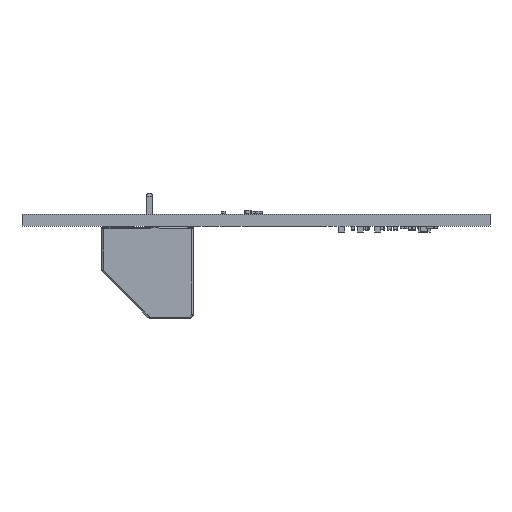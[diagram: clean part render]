
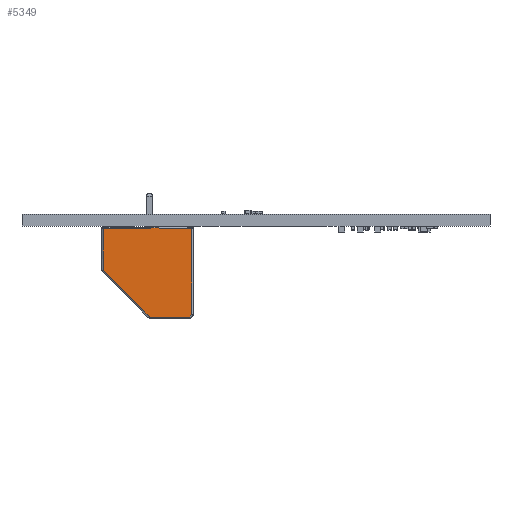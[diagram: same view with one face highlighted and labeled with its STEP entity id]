
A CAD part, front view. The second image highlights one B-rep face of the part: STEP entity #5349.
In plain terms, the highlighted face is planar.
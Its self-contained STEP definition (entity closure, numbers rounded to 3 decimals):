
#2492 = CYLINDRICAL_SURFACE('',#2493,0.2);
#2493 = AXIS2_PLACEMENT_3D('',#2494,#2495,#2496);
#2494 = CARTESIAN_POINT('',(-2.3,-6.3,0.1));
#2495 = DIRECTION('',(0.,0.,1.));
#2496 = DIRECTION('',(-1.,0.,0.));
#3061 = CYLINDRICAL_SURFACE('',#3062,0.2);
#3062 = AXIS2_PLACEMENT_3D('',#3063,#3064,#3065);
#3063 = CARTESIAN_POINT('',(-2.3,0.,0.3));
#3064 = DIRECTION('',(0.,-1.,0.));
#3065 = DIRECTION('',(0.,0.,-1.));
#3330 = VERTEX_POINT('',#3331);
#3331 = CARTESIAN_POINT('',(-2.5,-6.3,6.017));
#3402 = EDGE_CURVE('',#3403,#3330,#3405,.T.);
#3403 = VERTEX_POINT('',#3404);
#3404 = CARTESIAN_POINT('',(-2.5,-6.3,0.3));
#3405 = SURFACE_CURVE('',#3406,(#3410,#3417),.PCURVE_S1.);
#3406 = LINE('',#3407,#3408);
#3407 = CARTESIAN_POINT('',(-2.5,-6.3,0.1));
#3408 = VECTOR('',#3409,1.);
#3409 = DIRECTION('',(0.,0.,1.));
#3410 = PCURVE('',#2492,#3411);
#3411 = DEFINITIONAL_REPRESENTATION('',(#3412),#3416);
#3412 = LINE('',#3413,#3414);
#3413 = CARTESIAN_POINT('',(0.,0.));
#3414 = VECTOR('',#3415,1.);
#3415 = DIRECTION('',(0.,1.));
#3416 = ( GEOMETRIC_REPRESENTATION_CONTEXT(2) 
PARAMETRIC_REPRESENTATION_CONTEXT() REPRESENTATION_CONTEXT('2D SPACE',''
  ) );
#3417 = PCURVE('',#3418,#3423);
#3418 = PLANE('',#3419);
#3419 = AXIS2_PLACEMENT_3D('',#3420,#3421,#3422);
#3420 = CARTESIAN_POINT('',(-2.5,0.417,5.581));
#3421 = DIRECTION('',(-1.,0.,0.));
#3422 = DIRECTION('',(0.,-1.,0.));
#3423 = DEFINITIONAL_REPRESENTATION('',(#3424),#3428);
#3424 = LINE('',#3425,#3426);
#3425 = CARTESIAN_POINT('',(6.717,-5.481));
#3426 = VECTOR('',#3427,1.);
#3427 = DIRECTION('',(0.,1.));
#3428 = ( GEOMETRIC_REPRESENTATION_CONTEXT(2) 
PARAMETRIC_REPRESENTATION_CONTEXT() REPRESENTATION_CONTEXT('2D SPACE',''
  ) );
#4270 = CYLINDRICAL_SURFACE('',#4271,0.2);
#4271 = AXIS2_PLACEMENT_3D('',#4272,#4273,#4274);
#4272 = CARTESIAN_POINT('',(-2.3,-6.359,5.959));
#4273 = DIRECTION('',(0.,0.707,0.707));
#4274 = DIRECTION('',(-1.,0.,0.));
#4591 = EDGE_CURVE('',#4592,#3403,#4594,.T.);
#4592 = VERTEX_POINT('',#4593);
#4593 = CARTESIAN_POINT('',(-2.5,0.2,0.3));
#4594 = SURFACE_CURVE('',#4595,(#4599,#4606),.PCURVE_S1.);
#4595 = LINE('',#4596,#4597);
#4596 = CARTESIAN_POINT('',(-2.5,0.,0.3));
#4597 = VECTOR('',#4598,1.);
#4598 = DIRECTION('',(0.,-1.,0.));
#4599 = PCURVE('',#3061,#4600);
#4600 = DEFINITIONAL_REPRESENTATION('',(#4601),#4605);
#4601 = LINE('',#4602,#4603);
#4602 = CARTESIAN_POINT('',(4.712,0.));
#4603 = VECTOR('',#4604,1.);
#4604 = DIRECTION('',(0.,1.));
#4605 = ( GEOMETRIC_REPRESENTATION_CONTEXT(2) 
PARAMETRIC_REPRESENTATION_CONTEXT() REPRESENTATION_CONTEXT('2D SPACE',''
  ) );
#4606 = PCURVE('',#3418,#4607);
#4607 = DEFINITIONAL_REPRESENTATION('',(#4608),#4612);
#4608 = LINE('',#4609,#4610);
#4609 = CARTESIAN_POINT('',(0.417,-5.281));
#4610 = VECTOR('',#4611,1.);
#4611 = DIRECTION('',(1.,0.));
#4612 = ( GEOMETRIC_REPRESENTATION_CONTEXT(2) 
PARAMETRIC_REPRESENTATION_CONTEXT() REPRESENTATION_CONTEXT('2D SPACE',''
  ) );
#4651 = CYLINDRICAL_SURFACE('',#4652,0.2);
#4652 = AXIS2_PLACEMENT_3D('',#4653,#4654,#4655);
#4653 = CARTESIAN_POINT('',(-2.3,0.2,0.));
#4654 = DIRECTION('',(0.,0.,1.));
#4655 = DIRECTION('',(0.,-1.,0.));
#5349 = ADVANCED_FACE('',(#5350),#3418,.T.);
#5350 = FACE_BOUND('',#5351,.T.);
#5351 = EDGE_LOOP('',(#5352,#5382,#5410,#5438,#5466,#5487,#5488,#5489));
#5352 = ORIENTED_EDGE('',*,*,#5353,.T.);
#5353 = EDGE_CURVE('',#5354,#5356,#5358,.T.);
#5354 = VERTEX_POINT('',#5355);
#5355 = CARTESIAN_POINT('',(-2.5,0.083,12.4));
#5356 = VERTEX_POINT('',#5357);
#5357 = CARTESIAN_POINT('',(-2.5,5.417,12.4));
#5358 = SURFACE_CURVE('',#5359,(#5363,#5370),.PCURVE_S1.);
#5359 = LINE('',#5360,#5361);
#5360 = CARTESIAN_POINT('',(-2.5,0.,12.4));
#5361 = VECTOR('',#5362,1.);
#5362 = DIRECTION('',(0.,1.,0.));
#5363 = PCURVE('',#3418,#5364);
#5364 = DEFINITIONAL_REPRESENTATION('',(#5365),#5369);
#5365 = LINE('',#5366,#5367);
#5366 = CARTESIAN_POINT('',(0.417,6.819));
#5367 = VECTOR('',#5368,1.);
#5368 = DIRECTION('',(-1.,0.));
#5369 = ( GEOMETRIC_REPRESENTATION_CONTEXT(2) 
PARAMETRIC_REPRESENTATION_CONTEXT() REPRESENTATION_CONTEXT('2D SPACE',''
  ) );
#5370 = PCURVE('',#5371,#5376);
#5371 = CYLINDRICAL_SURFACE('',#5372,0.2);
#5372 = AXIS2_PLACEMENT_3D('',#5373,#5374,#5375);
#5373 = CARTESIAN_POINT('',(-2.3,0.,12.4));
#5374 = DIRECTION('',(0.,1.,0.));
#5375 = DIRECTION('',(-1.,0.,0.));
#5376 = DEFINITIONAL_REPRESENTATION('',(#5377),#5381);
#5377 = LINE('',#5378,#5379);
#5378 = CARTESIAN_POINT('',(0.,0.));
#5379 = VECTOR('',#5380,1.);
#5380 = DIRECTION('',(0.,1.));
#5381 = ( GEOMETRIC_REPRESENTATION_CONTEXT(2) 
PARAMETRIC_REPRESENTATION_CONTEXT() REPRESENTATION_CONTEXT('2D SPACE',''
  ) );
#5382 = ORIENTED_EDGE('',*,*,#5383,.T.);
#5383 = EDGE_CURVE('',#5356,#5384,#5386,.T.);
#5384 = VERTEX_POINT('',#5385);
#5385 = CARTESIAN_POINT('',(-2.5,5.8,12.017));
#5386 = SURFACE_CURVE('',#5387,(#5391,#5398),.PCURVE_S1.);
#5387 = LINE('',#5388,#5389);
#5388 = CARTESIAN_POINT('',(-2.5,5.359,12.459));
#5389 = VECTOR('',#5390,1.);
#5390 = DIRECTION('',(0.,0.707,-0.707));
#5391 = PCURVE('',#3418,#5392);
#5392 = DEFINITIONAL_REPRESENTATION('',(#5393),#5397);
#5393 = LINE('',#5394,#5395);
#5394 = CARTESIAN_POINT('',(-4.941,6.877));
#5395 = VECTOR('',#5396,1.);
#5396 = DIRECTION('',(-0.707,-0.707));
#5397 = ( GEOMETRIC_REPRESENTATION_CONTEXT(2) 
PARAMETRIC_REPRESENTATION_CONTEXT() REPRESENTATION_CONTEXT('2D SPACE',''
  ) );
#5398 = PCURVE('',#5399,#5404);
#5399 = CYLINDRICAL_SURFACE('',#5400,0.2);
#5400 = AXIS2_PLACEMENT_3D('',#5401,#5402,#5403);
#5401 = CARTESIAN_POINT('',(-2.3,5.359,12.459));
#5402 = DIRECTION('',(0.,0.707,-0.707));
#5403 = DIRECTION('',(-1.,0.,0.));
#5404 = DEFINITIONAL_REPRESENTATION('',(#5405),#5409);
#5405 = LINE('',#5406,#5407);
#5406 = CARTESIAN_POINT('',(0.,0.));
#5407 = VECTOR('',#5408,1.);
#5408 = DIRECTION('',(0.,1.));
#5409 = ( GEOMETRIC_REPRESENTATION_CONTEXT(2) 
PARAMETRIC_REPRESENTATION_CONTEXT() REPRESENTATION_CONTEXT('2D SPACE',''
  ) );
#5410 = ORIENTED_EDGE('',*,*,#5411,.T.);
#5411 = EDGE_CURVE('',#5384,#5412,#5414,.T.);
#5412 = VERTEX_POINT('',#5413);
#5413 = CARTESIAN_POINT('',(-2.5,5.8,0.297));
#5414 = SURFACE_CURVE('',#5415,(#5419,#5426),.PCURVE_S1.);
#5415 = LINE('',#5416,#5417);
#5416 = CARTESIAN_POINT('',(-2.5,5.8,12.1));
#5417 = VECTOR('',#5418,1.);
#5418 = DIRECTION('',(0.,0.,-1.));
#5419 = PCURVE('',#3418,#5420);
#5420 = DEFINITIONAL_REPRESENTATION('',(#5421),#5425);
#5421 = LINE('',#5422,#5423);
#5422 = CARTESIAN_POINT('',(-5.383,6.519));
#5423 = VECTOR('',#5424,1.);
#5424 = DIRECTION('',(0.,-1.));
#5425 = ( GEOMETRIC_REPRESENTATION_CONTEXT(2) 
PARAMETRIC_REPRESENTATION_CONTEXT() REPRESENTATION_CONTEXT('2D SPACE',''
  ) );
#5426 = PCURVE('',#5427,#5432);
#5427 = CYLINDRICAL_SURFACE('',#5428,0.2);
#5428 = AXIS2_PLACEMENT_3D('',#5429,#5430,#5431);
#5429 = CARTESIAN_POINT('',(-2.3,5.8,12.1));
#5430 = DIRECTION('',(0.,0.,-1.));
#5431 = DIRECTION('',(-1.,0.,0.));
#5432 = DEFINITIONAL_REPRESENTATION('',(#5433),#5437);
#5433 = LINE('',#5434,#5435);
#5434 = CARTESIAN_POINT('',(0.,0.));
#5435 = VECTOR('',#5436,1.);
#5436 = DIRECTION('',(0.,1.));
#5437 = ( GEOMETRIC_REPRESENTATION_CONTEXT(2) 
PARAMETRIC_REPRESENTATION_CONTEXT() REPRESENTATION_CONTEXT('2D SPACE',''
  ) );
#5438 = ORIENTED_EDGE('',*,*,#5439,.T.);
#5439 = EDGE_CURVE('',#5412,#5440,#5442,.T.);
#5440 = VERTEX_POINT('',#5441);
#5441 = CARTESIAN_POINT('',(-2.5,0.2,0.203));
#5442 = SURFACE_CURVE('',#5443,(#5447,#5454),.PCURVE_S1.);
#5443 = LINE('',#5444,#5445);
#5444 = CARTESIAN_POINT('',(-2.5,5.997,0.3));
#5445 = VECTOR('',#5446,1.);
#5446 = DIRECTION('',(0.,-1.,-0.017));
#5447 = PCURVE('',#3418,#5448);
#5448 = DEFINITIONAL_REPRESENTATION('',(#5449),#5453);
#5449 = LINE('',#5450,#5451);
#5450 = CARTESIAN_POINT('',(-5.579,-5.281));
#5451 = VECTOR('',#5452,1.);
#5452 = DIRECTION('',(1.,-0.017));
#5453 = ( GEOMETRIC_REPRESENTATION_CONTEXT(2) 
PARAMETRIC_REPRESENTATION_CONTEXT() REPRESENTATION_CONTEXT('2D SPACE',''
  ) );
#5454 = PCURVE('',#5455,#5460);
#5455 = CYLINDRICAL_SURFACE('',#5456,0.2);
#5456 = AXIS2_PLACEMENT_3D('',#5457,#5458,#5459);
#5457 = CARTESIAN_POINT('',(-2.3,5.997,0.3));
#5458 = DIRECTION('',(0.,-1.,-0.017));
#5459 = DIRECTION('',(0.,0.017,-1.));
#5460 = DEFINITIONAL_REPRESENTATION('',(#5461),#5465);
#5461 = LINE('',#5462,#5463);
#5462 = CARTESIAN_POINT('',(4.712,0.));
#5463 = VECTOR('',#5464,1.);
#5464 = DIRECTION('',(0.,1.));
#5465 = ( GEOMETRIC_REPRESENTATION_CONTEXT(2) 
PARAMETRIC_REPRESENTATION_CONTEXT() REPRESENTATION_CONTEXT('2D SPACE',''
  ) );
#5466 = ORIENTED_EDGE('',*,*,#5467,.T.);
#5467 = EDGE_CURVE('',#5440,#4592,#5468,.T.);
#5468 = SURFACE_CURVE('',#5469,(#5473,#5480),.PCURVE_S1.);
#5469 = LINE('',#5470,#5471);
#5470 = CARTESIAN_POINT('',(-2.5,0.2,0.));
#5471 = VECTOR('',#5472,1.);
#5472 = DIRECTION('',(0.,0.,1.));
#5473 = PCURVE('',#3418,#5474);
#5474 = DEFINITIONAL_REPRESENTATION('',(#5475),#5479);
#5475 = LINE('',#5476,#5477);
#5476 = CARTESIAN_POINT('',(0.217,-5.581));
#5477 = VECTOR('',#5478,1.);
#5478 = DIRECTION('',(0.,1.));
#5479 = ( GEOMETRIC_REPRESENTATION_CONTEXT(2) 
PARAMETRIC_REPRESENTATION_CONTEXT() REPRESENTATION_CONTEXT('2D SPACE',''
  ) );
#5480 = PCURVE('',#4651,#5481);
#5481 = DEFINITIONAL_REPRESENTATION('',(#5482),#5486);
#5482 = LINE('',#5483,#5484);
#5483 = CARTESIAN_POINT('',(4.712,0.));
#5484 = VECTOR('',#5485,1.);
#5485 = DIRECTION('',(0.,1.));
#5486 = ( GEOMETRIC_REPRESENTATION_CONTEXT(2) 
PARAMETRIC_REPRESENTATION_CONTEXT() REPRESENTATION_CONTEXT('2D SPACE',''
  ) );
#5487 = ORIENTED_EDGE('',*,*,#4591,.T.);
#5488 = ORIENTED_EDGE('',*,*,#3402,.T.);
#5489 = ORIENTED_EDGE('',*,*,#5490,.T.);
#5490 = EDGE_CURVE('',#3330,#5354,#5491,.T.);
#5491 = SURFACE_CURVE('',#5492,(#5496,#5503),.PCURVE_S1.);
#5492 = LINE('',#5493,#5494);
#5493 = CARTESIAN_POINT('',(-2.5,-6.359,5.959));
#5494 = VECTOR('',#5495,1.);
#5495 = DIRECTION('',(0.,0.707,0.707));
#5496 = PCURVE('',#3418,#5497);
#5497 = DEFINITIONAL_REPRESENTATION('',(#5498),#5502);
#5498 = LINE('',#5499,#5500);
#5499 = CARTESIAN_POINT('',(6.776,0.377));
#5500 = VECTOR('',#5501,1.);
#5501 = DIRECTION('',(-0.707,0.707));
#5502 = ( GEOMETRIC_REPRESENTATION_CONTEXT(2) 
PARAMETRIC_REPRESENTATION_CONTEXT() REPRESENTATION_CONTEXT('2D SPACE',''
  ) );
#5503 = PCURVE('',#4270,#5504);
#5504 = DEFINITIONAL_REPRESENTATION('',(#5505),#5509);
#5505 = LINE('',#5506,#5507);
#5506 = CARTESIAN_POINT('',(0.,0.));
#5507 = VECTOR('',#5508,1.);
#5508 = DIRECTION('',(0.,1.));
#5509 = ( GEOMETRIC_REPRESENTATION_CONTEXT(2) 
PARAMETRIC_REPRESENTATION_CONTEXT() REPRESENTATION_CONTEXT('2D SPACE',''
  ) );
